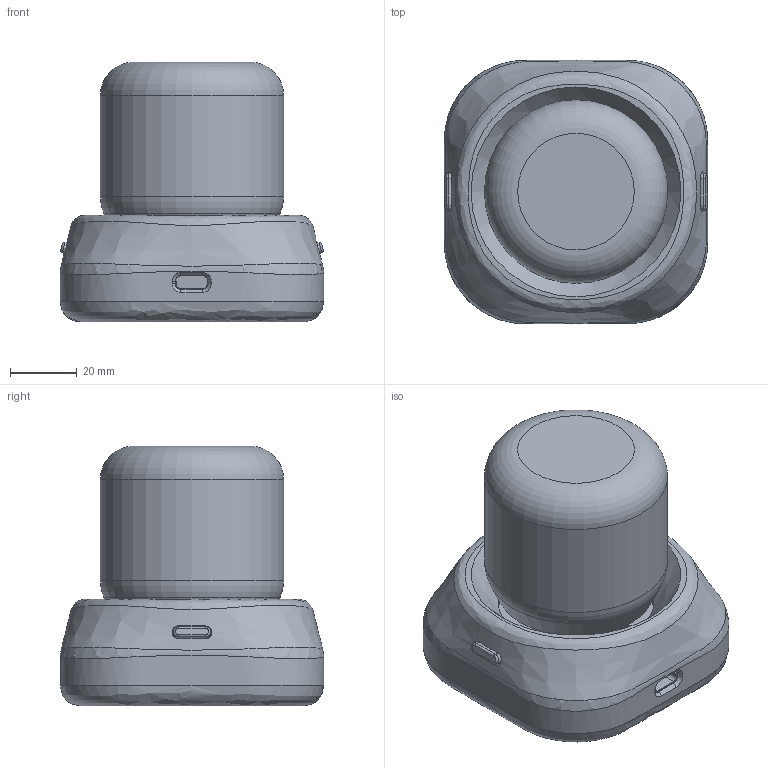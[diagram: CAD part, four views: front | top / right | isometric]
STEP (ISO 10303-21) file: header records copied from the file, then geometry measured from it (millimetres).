
FILE_DESCRIPTION(/* description */ (''),/* implementation_level */ '2;1');
FILE_NAME(/* name */ 'Space Mouse _1 v15 v2.step',/* time_stamp */ '2024-12-11T16:44:04+08:00',/* author */ (''),/* organization */ (''),/* preprocessor_version */ 'ST-DEVELOPER v20',/* originating_system */ 'Autodesk Translation Framework v13.20.0.188',/* authorisation */ '');
FILE_SCHEMA (('AUTOMOTIVE_DESIGN { 1 0 10303 214 3 1 1 }'));
Length unit declared in the file: millimetre
Products named in the file (12): Space Mouse _1; Base; Bottom; Knob; Spring Mech Top; Spring Mech Bottom; Stem; Knob Shell; Buttons; Side Button; Side Button(Mirror) (1); Buttons Plate
Assembly tree (11 placements, depth 3):
  Space Mouse _1
    Base
      Bottom
    Knob
      Spring Mech Top
      Spring Mech Bottom
      Stem
      Knob Shell
    Buttons
      Side Button
      Side Button(Mirror) (1)
      Buttons Plate
Bounding box: 79 x 79 x 78 mm (x, y, z)
Volume: 159921.5 mm3; surface area: 83109.2 mm2
Topology: 9 solids, 9 shells, 540 faces, 1423 edges, 933 vertices
Faces by surface type: plane 232, cylinder 176, bspline 55, cone 53, torus 24
Full cylindrical faces by diameter (mm): 2.9 x15, 3.1 x7, 4 x3, 4.2 x21, 5.5 x11, 6.25 x2, 6.85 x3, 9.25 x6, 11 x1, 13.2 x1, 47 x1, 50.073 x1, 52.6 x1, 55 x1
Entity records: 27064 total; most frequent: CARTESIAN_POINT 13540, ORIENTED_EDGE 2812, DIRECTION 2637, EDGE_CURVE 1406, AXIS2_PLACEMENT_3D 970, VERTEX_POINT 933, LINE 697, VECTOR 697
